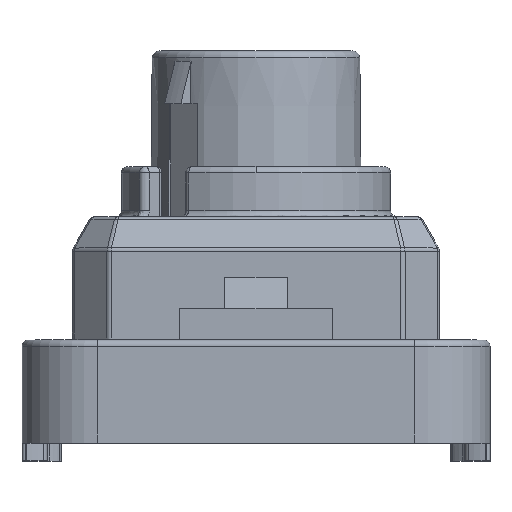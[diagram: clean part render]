
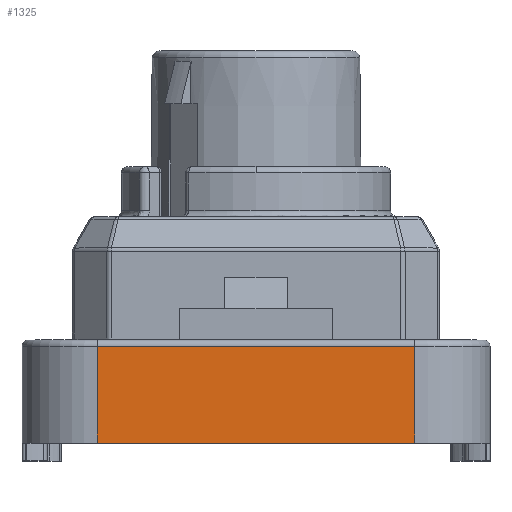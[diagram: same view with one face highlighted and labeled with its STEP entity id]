
A CAD part, top view. The second image highlights one B-rep face of the part: STEP entity #1325.
In plain terms, the highlighted planar face has unit normal (0, 0, 1).
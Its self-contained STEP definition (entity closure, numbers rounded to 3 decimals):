
#825 = VERTEX_POINT ( 'NONE', #5889 ) ;
#1325 = ADVANCED_FACE ( 'NONE', ( #2060 ), #6129, .F. ) ;
#1614 = ORIENTED_EDGE ( 'NONE', *, *, #4008, .T. ) ;
#2060 = FACE_OUTER_BOUND ( 'NONE', #8126, .T. ) ;
#2151 = CARTESIAN_POINT ( 'NONE',  ( 0., -9.1, 9.075 ) ) ;
#2342 = LINE ( 'NONE', #7859, #9126 ) ;
#2354 = ORIENTED_EDGE ( 'NONE', *, *, #3063, .F. ) ;
#3063 = EDGE_CURVE ( 'NONE', #825, #11639, #3132, .T. ) ;
#3132 = LINE ( 'NONE', #12438, #8065 ) ;
#3376 = LINE ( 'NONE', #15962, #3636 ) ;
#3636 = VECTOR ( 'NONE', #8973, 1000. ) ;
#3905 = VERTEX_POINT ( 'NONE', #13017 ) ;
#4008 = EDGE_CURVE ( 'NONE', #3905, #11639, #10240, .T. ) ;
#4085 = CARTESIAN_POINT ( 'NONE',  ( -6.3, -9.1, 9.075 ) ) ;
#4413 = DIRECTION ( 'NONE',  ( -1., 0., 0. ) ) ;
#5812 = CARTESIAN_POINT ( 'NONE',  ( -6.3, -9.1, 9.075 ) ) ;
#5889 = CARTESIAN_POINT ( 'NONE',  ( 6.3, -9.1, 9.075 ) ) ;
#6129 = PLANE ( 'NONE',  #15336 ) ;
#7176 = VECTOR ( 'NONE', #16775, 1000. ) ;
#7859 = CARTESIAN_POINT ( 'NONE',  ( 6.3, -9.1, 9.075 ) ) ;
#8065 = VECTOR ( 'NONE', #4413, 1000. ) ;
#8126 = EDGE_LOOP ( 'NONE', ( #17141, #9317, #1614, #2354 ) ) ;
#8206 = EDGE_CURVE ( 'NONE', #10866, #3905, #3376, .T. ) ;
#8779 = EDGE_CURVE ( 'NONE', #825, #10866, #2342, .T. ) ;
#8973 = DIRECTION ( 'NONE',  ( -1., 0., 0. ) ) ;
#9126 = VECTOR ( 'NONE', #17649, 1000. ) ;
#9317 = ORIENTED_EDGE ( 'NONE', *, *, #8206, .T. ) ;
#10240 = LINE ( 'NONE', #5812, #7176 ) ;
#10866 = VERTEX_POINT ( 'NONE', #13352 ) ;
#11639 = VERTEX_POINT ( 'NONE', #4085 ) ;
#12438 = CARTESIAN_POINT ( 'NONE',  ( 0., -9.1, 9.075 ) ) ;
#12814 = DIRECTION ( 'NONE',  ( 0., 0., -1. ) ) ;
#13017 = CARTESIAN_POINT ( 'NONE',  ( -6.3, -5.25, 9.075 ) ) ;
#13352 = CARTESIAN_POINT ( 'NONE',  ( 6.3, -5.25, 9.075 ) ) ;
#14319 = DIRECTION ( 'NONE',  ( -1., 0., 0. ) ) ;
#15336 = AXIS2_PLACEMENT_3D ( 'NONE', #2151, #12814, #14319 ) ;
#15962 = CARTESIAN_POINT ( 'NONE',  ( 0., -5.25, 9.075 ) ) ;
#16775 = DIRECTION ( 'NONE',  ( 0., -1., 0. ) ) ;
#17141 = ORIENTED_EDGE ( 'NONE', *, *, #8779, .T. ) ;
#17649 = DIRECTION ( 'NONE',  ( 0., 1., 0. ) ) ;
